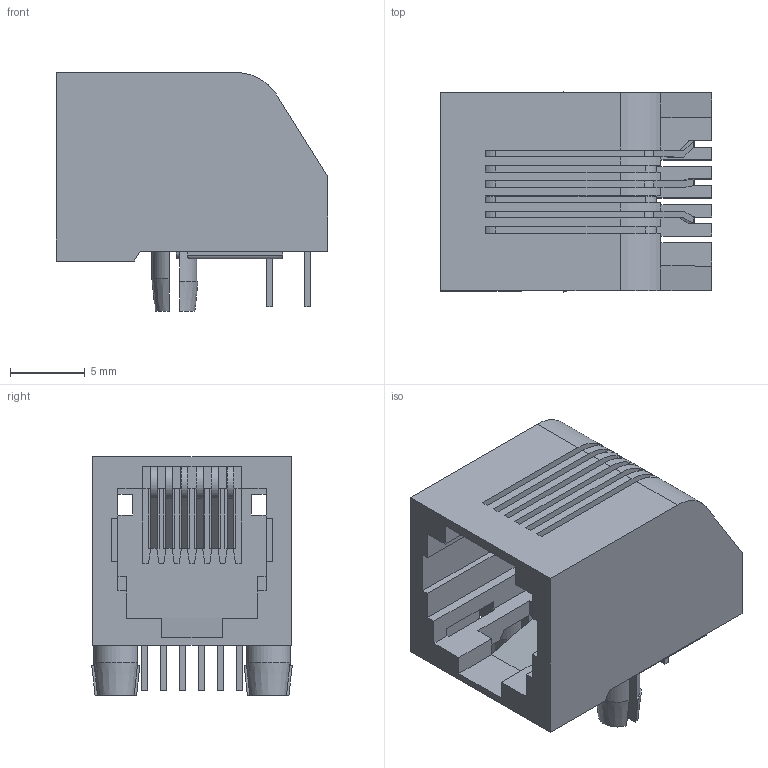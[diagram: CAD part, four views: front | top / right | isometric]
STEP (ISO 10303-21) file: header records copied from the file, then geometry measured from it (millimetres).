
FILE_DESCRIPTION( ( 'Unknown' ), '1' );
FILE_NAME( '615006143621.stp', 'Unknown', ( 'Unknown' ), ( 'Unknown' ), 'PSStep 17.0.49', 'Unknown', ' ' );
FILE_SCHEMA( ( 'AUTOMOTIVE_DESIGN { 1 0 10303 214 1 1 1 1 }' ) );
Length unit declared in the file: millimetre
Products named in the file (8): Assem1; housing; pin3'; pin5'; pin1'; pin2'; pin4'; pin6'
Assembly tree (1 placements, depth 2):
  Assem1
    housing
  pin3'
  pin5'
  pin1'
  pin2'
Bounding box: 18.1 x 13.37 x 15.93 mm (x, y, z)
Volume: 1329.6 mm3; surface area: 2852.6 mm2
Topology: 7 solids, 7 shells, 376 faces, 1085 edges, 700 vertices
Faces by surface type: plane 316, cylinder 44, bspline 12, cone 4
Entity records: 15438 total; most frequent: CARTESIAN_POINT 2470, ORIENTED_EDGE 2160, DIRECTION 1872, EDGE_CURVE 1080, LINE 964, VECTOR 964, VERTEX_POINT 700, AXIS2_PLACEMENT_3D 454
